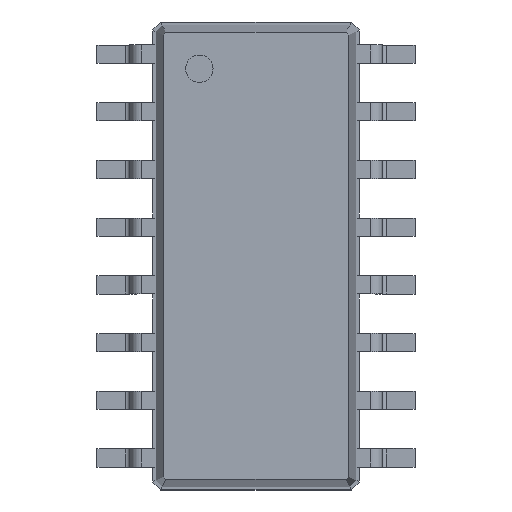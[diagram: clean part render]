
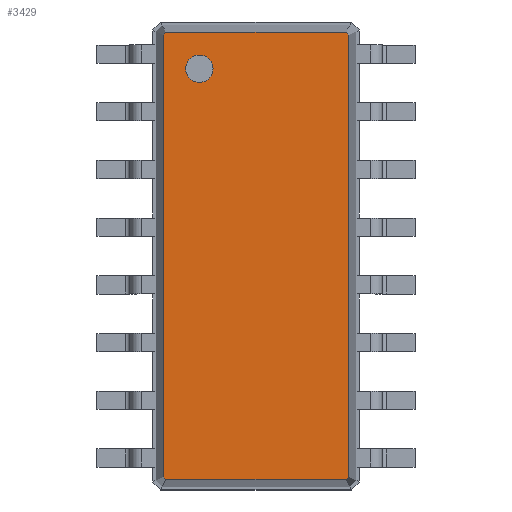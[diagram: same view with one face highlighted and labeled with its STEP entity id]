
A CAD part, top view. The second image highlights one B-rep face of the part: STEP entity #3429.
In plain terms, the highlighted planar face has unit normal (0, 0, 1).
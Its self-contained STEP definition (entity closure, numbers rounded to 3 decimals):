
#1360 = VERTEX_POINT('',#1361);
#1361 = CARTESIAN_POINT('',(2.046,-4.86,2.2));
#1366 = EDGE_CURVE('',#1367,#1360,#1369,.T.);
#1367 = VERTEX_POINT('',#1368);
#1368 = CARTESIAN_POINT('',(2.046,4.86,2.2));
#1369 = LINE('',#1370,#1371);
#1370 = CARTESIAN_POINT('',(2.046,4.86,2.2));
#1371 = VECTOR('',#1372,1.);
#1372 = DIRECTION('',(0.,-1.,0.));
#3412 = VERTEX_POINT('',#3413);
#3413 = CARTESIAN_POINT('',(1.985,-4.921,2.2));
#3418 = EDGE_CURVE('',#1360,#3412,#3419,.T.);
#3419 = LINE('',#3420,#3421);
#3420 = CARTESIAN_POINT('',(2.046,-4.86,2.2));
#3421 = VECTOR('',#3422,1.);
#3422 = DIRECTION('',(-0.707,-0.707,0.));
#3429 = ADVANCED_FACE('',(#3430,#3480),#3491,.T.);
#3430 = FACE_BOUND('',#3431,.T.);
#3431 = EDGE_LOOP('',(#3432,#3442,#3450,#3458,#3466,#3472,#3473,#3474));
#3432 = ORIENTED_EDGE('',*,*,#3433,.F.);
#3433 = EDGE_CURVE('',#3434,#3436,#3438,.T.);
#3434 = VERTEX_POINT('',#3435);
#3435 = CARTESIAN_POINT('',(-1.985,4.921,2.2));
#3436 = VERTEX_POINT('',#3437);
#3437 = CARTESIAN_POINT('',(1.985,4.921,2.2));
#3438 = LINE('',#3439,#3440);
#3439 = CARTESIAN_POINT('',(-1.985,4.921,2.2));
#3440 = VECTOR('',#3441,1.);
#3441 = DIRECTION('',(1.,0.,0.));
#3442 = ORIENTED_EDGE('',*,*,#3443,.F.);
#3443 = EDGE_CURVE('',#3444,#3434,#3446,.T.);
#3444 = VERTEX_POINT('',#3445);
#3445 = CARTESIAN_POINT('',(-2.046,4.86,2.2));
#3446 = LINE('',#3447,#3448);
#3447 = CARTESIAN_POINT('',(-2.046,4.86,2.2));
#3448 = VECTOR('',#3449,1.);
#3449 = DIRECTION('',(0.707,0.707,0.));
#3450 = ORIENTED_EDGE('',*,*,#3451,.F.);
#3451 = EDGE_CURVE('',#3452,#3444,#3454,.T.);
#3452 = VERTEX_POINT('',#3453);
#3453 = CARTESIAN_POINT('',(-2.046,-4.86,2.2));
#3454 = LINE('',#3455,#3456);
#3455 = CARTESIAN_POINT('',(-2.046,-4.86,2.2));
#3456 = VECTOR('',#3457,1.);
#3457 = DIRECTION('',(0.,1.,0.));
#3458 = ORIENTED_EDGE('',*,*,#3459,.F.);
#3459 = EDGE_CURVE('',#3460,#3452,#3462,.T.);
#3460 = VERTEX_POINT('',#3461);
#3461 = CARTESIAN_POINT('',(-1.985,-4.921,2.2));
#3462 = LINE('',#3463,#3464);
#3463 = CARTESIAN_POINT('',(-1.985,-4.921,2.2));
#3464 = VECTOR('',#3465,1.);
#3465 = DIRECTION('',(-0.707,0.707,0.));
#3466 = ORIENTED_EDGE('',*,*,#3467,.F.);
#3467 = EDGE_CURVE('',#3412,#3460,#3468,.T.);
#3468 = LINE('',#3469,#3470);
#3469 = CARTESIAN_POINT('',(1.985,-4.921,2.2));
#3470 = VECTOR('',#3471,1.);
#3471 = DIRECTION('',(-1.,0.,0.));
#3472 = ORIENTED_EDGE('',*,*,#3418,.F.);
#3473 = ORIENTED_EDGE('',*,*,#1366,.F.);
#3474 = ORIENTED_EDGE('',*,*,#3475,.F.);
#3475 = EDGE_CURVE('',#3436,#1367,#3476,.T.);
#3476 = LINE('',#3477,#3478);
#3477 = CARTESIAN_POINT('',(1.985,4.921,2.2));
#3478 = VECTOR('',#3479,1.);
#3479 = DIRECTION('',(0.707,-0.707,0.));
#3480 = FACE_BOUND('',#3481,.T.);
#3481 = EDGE_LOOP('',(#3482));
#3482 = ORIENTED_EDGE('',*,*,#3483,.F.);
#3483 = EDGE_CURVE('',#3484,#3484,#3486,.T.);
#3484 = VERTEX_POINT('',#3485);
#3485 = CARTESIAN_POINT('',(-1.246,3.821,2.2));
#3486 = CIRCLE('',#3487,0.3);
#3487 = AXIS2_PLACEMENT_3D('',#3488,#3489,#3490);
#3488 = CARTESIAN_POINT('',(-1.246,4.121,2.2));
#3489 = DIRECTION('',(-0.,0.,1.));
#3490 = DIRECTION('',(0.,-1.,0.));
#3491 = PLANE('',#3492);
#3492 = AXIS2_PLACEMENT_3D('',#3493,#3494,#3495);
#3493 = CARTESIAN_POINT('',(-1.985,4.921,2.2));
#3494 = DIRECTION('',(0.,0.,1.));
#3495 = DIRECTION('',(0.374,-0.927,0.));
